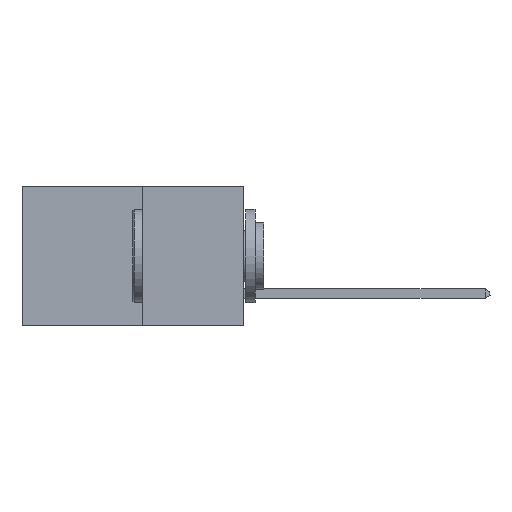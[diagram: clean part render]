
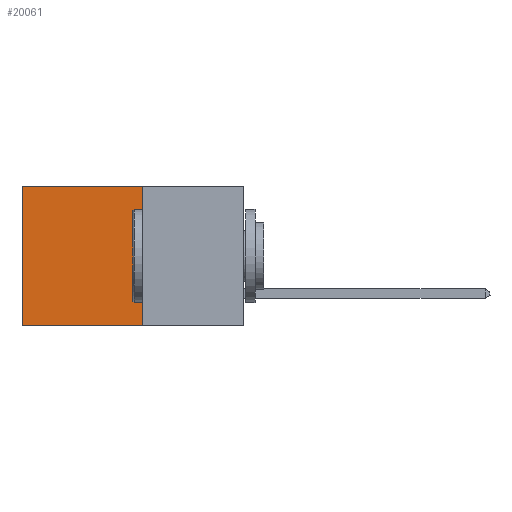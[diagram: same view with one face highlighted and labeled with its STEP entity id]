
A CAD part, left-side view. The second image highlights one B-rep face of the part: STEP entity #20061.
In plain terms, the highlighted planar face has unit normal (-1, 0, 0).
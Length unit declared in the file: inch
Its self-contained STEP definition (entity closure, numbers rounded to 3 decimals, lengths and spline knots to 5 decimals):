
#102 = EDGE_CURVE ( 'NONE', #21201, #10762, #9981, .T. ) ;
#432 = EDGE_CURVE ( 'NONE', #21201, #18014, #11367, .T. ) ;
#3873 = DIRECTION ( 'NONE',  ( 1., 0., 0. ) ) ;
#4148 = CARTESIAN_POINT ( 'NONE',  ( 0.277, 0.27, -0.37 ) ) ;
#5617 = LINE ( 'NONE', #7766, #20781 ) ;
#6060 = VECTOR ( 'NONE', #7818, 39.37008 ) ;
#6964 = ORIENTED_EDGE ( 'NONE', *, *, #18549, .F. ) ;
#6974 = CARTESIAN_POINT ( 'NONE',  ( 0.277, 0.59, -0.37 ) ) ;
#7528 = ORIENTED_EDGE ( 'NONE', *, *, #102, .T. ) ;
#7643 = CARTESIAN_POINT ( 'NONE',  ( 0.277, 0.27, 0. ) ) ;
#7766 = CARTESIAN_POINT ( 'NONE',  ( 0.277, 0.59, -0.37 ) ) ;
#7792 = DIRECTION ( 'NONE',  ( 0., 1., 0. ) ) ;
#7818 = DIRECTION ( 'NONE',  ( 0., 1., 0. ) ) ;
#9442 = CARTESIAN_POINT ( 'NONE',  ( 0.277, 0.27, -0.37 ) ) ;
#9960 = EDGE_LOOP ( 'NONE', ( #14898, #6964, #15781, #7528 ) ) ;
#9981 = LINE ( 'NONE', #14255, #14808 ) ;
#10762 = VERTEX_POINT ( 'NONE', #22831 ) ;
#11367 = LINE ( 'NONE', #22618, #20499 ) ;
#11411 = DIRECTION ( 'NONE',  ( 0., 0., -1. ) ) ;
#11592 = VERTEX_POINT ( 'NONE', #6974 ) ;
#12044 = LINE ( 'NONE', #16661, #6060 ) ;
#14255 = CARTESIAN_POINT ( 'NONE',  ( 0.277, 0.27, 0. ) ) ;
#14808 = VECTOR ( 'NONE', #7792, 39.37008 ) ;
#14898 = ORIENTED_EDGE ( 'NONE', *, *, #21944, .T. ) ;
#14933 = PLANE ( 'NONE',  #20270 ) ;
#15192 = FACE_OUTER_BOUND ( 'NONE', #9960, .T. ) ;
#15781 = ORIENTED_EDGE ( 'NONE', *, *, #432, .F. ) ;
#16661 = CARTESIAN_POINT ( 'NONE',  ( 0.277, 0.27, -0.37 ) ) ;
#16757 = DIRECTION ( 'NONE',  ( 0., 0., -1. ) ) ;
#18014 = VERTEX_POINT ( 'NONE', #4148 ) ;
#18549 = EDGE_CURVE ( 'NONE', #18014, #11592, #12044, .T. ) ;
#20061 = ADVANCED_FACE ( 'NONE', ( #15192 ), #14933, .F. ) ;
#20270 = AXIS2_PLACEMENT_3D ( 'NONE', #9442, #3873, #16757 ) ;
#20499 = VECTOR ( 'NONE', #20666, 39.37008 ) ;
#20666 = DIRECTION ( 'NONE',  ( 0., 0., -1. ) ) ;
#20781 = VECTOR ( 'NONE', #11411, 39.37008 ) ;
#21201 = VERTEX_POINT ( 'NONE', #7643 ) ;
#21944 = EDGE_CURVE ( 'NONE', #10762, #11592, #5617, .T. ) ;
#22618 = CARTESIAN_POINT ( 'NONE',  ( 0.277, 0.27, -0.37 ) ) ;
#22831 = CARTESIAN_POINT ( 'NONE',  ( 0.277, 0.59, 0. ) ) ;
